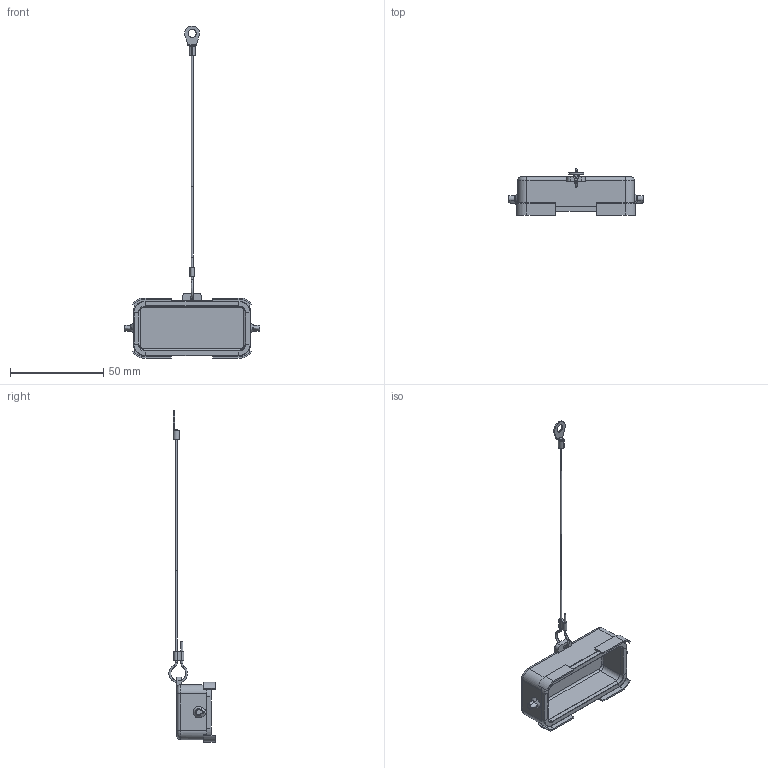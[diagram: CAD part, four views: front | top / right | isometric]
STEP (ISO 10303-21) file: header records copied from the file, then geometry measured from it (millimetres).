
FILE_DESCRIPTION(/* description */ (''),/* implementation_level */ '2;1');
FILE_NAME(/* name */ 'C146_N37_040_E2.stp',/* time_stamp */ '2018-11-07T07:37:28+01:00',/* author */ (''),/* organization */ (''),/* preprocessor_version */ 'ST-DEVELOPER v16',/* originating_system */ 'SIEMENS PLM Software NX 11.0',/* authorisation */ '');
FILE_SCHEMA (('AUTOMOTIVE_DESIGN { 1 0 10303 214 3 1 1 1 }'));
Length unit declared in the file: millimetre
Products named in the file (1): c146 n37 040 e2nxm001-01
Bounding box: 72.5 x 24.79 x 177.67 mm (x, y, z)
Volume: 12576.5 mm3; surface area: 11224.7 mm2
Topology: 2 solids, 2 shells, 196 faces, 487 edges, 297 vertices
Faces by surface type: plane 80, bspline 53, cylinder 52, cone 7, torus 4
Full cylindrical faces by diameter (mm): 1 x1, 1.6 x1, 2 x1, 4.3 x1
Entity records: 10066 total; most frequent: CARTESIAN_POINT 5023, ORIENTED_EDGE 938, DIRECTION 873, EDGE_CURVE 469, AXIS2_PLACEMENT_3D 315, VERTEX_POINT 295, LINE 243, VECTOR 243
